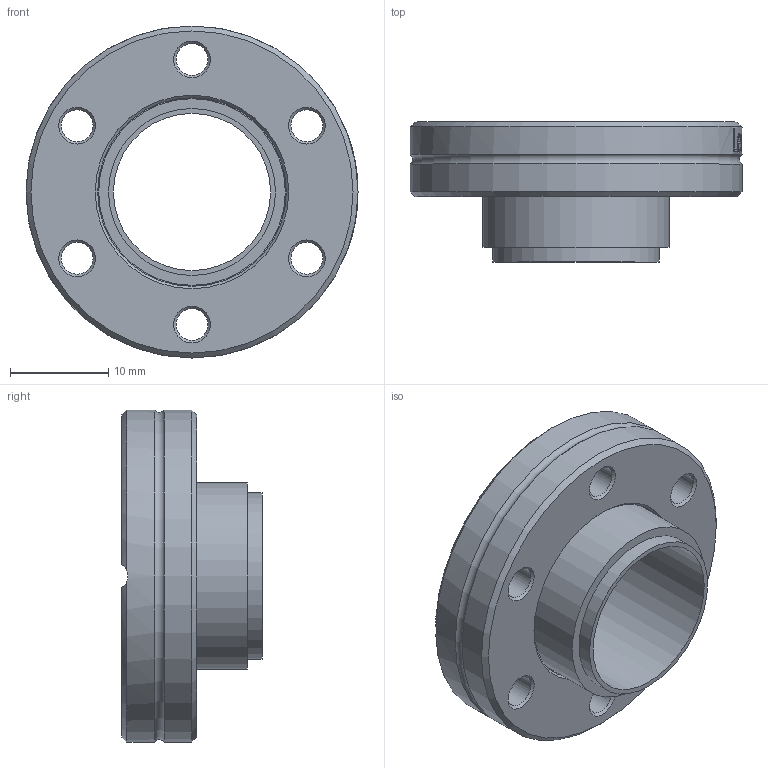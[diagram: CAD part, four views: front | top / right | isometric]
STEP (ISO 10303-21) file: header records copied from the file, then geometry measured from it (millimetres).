
FILE_DESCRIPTION(/* description */ (''),/* implementation_level */ '2;1');
FILE_NAME(/* name */ 'FL-16CFRT-19W.stp',/* time_stamp */ '2018-01-11T11:12:24+00:00',/* author */ ('paul'),/* organization */ (''),/* preprocessor_version */ 'ST-DEVELOPER v16.13',/* originating_system */ 'Autodesk Inventor 2018',/* authorisation */ '');
FILE_SCHEMA (('AUTOMOTIVE_DESIGN { 1 0 10303 214 3 1 1 }'));
Length unit declared in the file: millimetre
Products named in the file (3): FL-16CFRT-19W; FL-16CF-OUTTAP; FL-16CF-INSPIGOT
Assembly tree (2 placements, depth 2):
  FL-16CFRT-19W
    FL-16CF-OUTTAP
    FL-16CF-INSPIGOT
Bounding box: 33.8 x 14.26 x 33.8 mm (x, y, z)
Volume: 5088.3 mm3; surface area: 4594.9 mm2
Topology: 2 solids, 2 shells, 135 faces, 351 edges, 230 vertices
Faces by surface type: plane 50, bspline 41, cylinder 24, cone 19, torus 1
Full cylindrical faces by diameter (mm): 3.242 x6, 16 x1, 17 x1, 19 x1, 19.2 x1, 21.1 x1, 21.4 x1, 33.8 x2
Entity records: 5393 total; most frequent: CARTESIAN_POINT 2330, ORIENTED_EDGE 622, DIRECTION 527, EDGE_CURVE 311, VERTEX_POINT 222, AXIS2_PLACEMENT_3D 208, EDGE_LOOP 193, FACE_OUTER_BOUND 135
